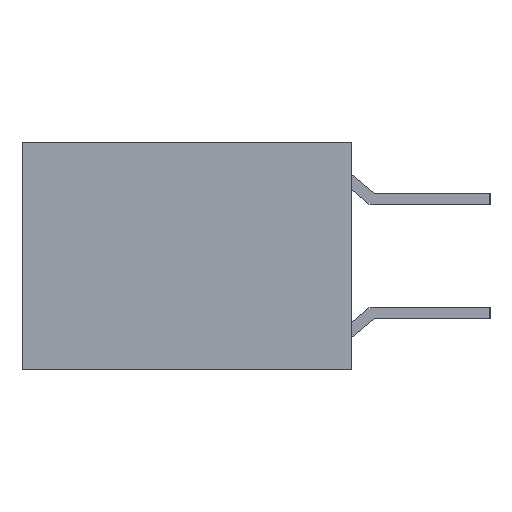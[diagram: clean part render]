
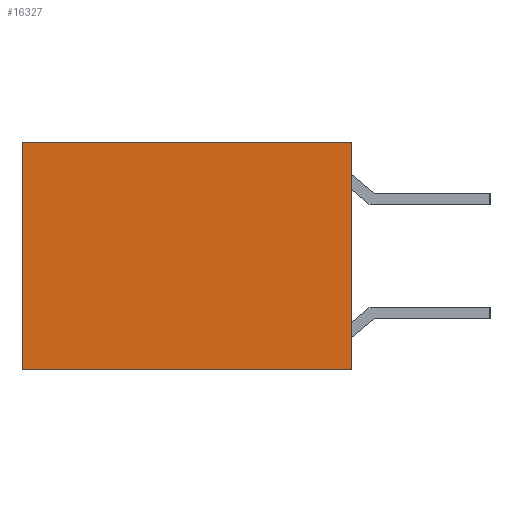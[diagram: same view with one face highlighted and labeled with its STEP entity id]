
A CAD part, left-side view. The second image highlights one B-rep face of the part: STEP entity #16327.
In plain terms, the highlighted planar face has unit normal (-1, 0, 0).
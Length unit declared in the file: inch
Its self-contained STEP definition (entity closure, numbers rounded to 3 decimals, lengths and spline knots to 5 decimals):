
#3463=ORIENTED_EDGE('',*,*,#6490,.T.);
#3464=ORIENTED_EDGE('',*,*,#6491,.F.);
#3465=ORIENTED_EDGE('',*,*,#6348,.F.);
#3466=ORIENTED_EDGE('',*,*,#6488,.T.);
#6348=EDGE_CURVE('',#8136,#8137,#10196,.T.);
#6488=EDGE_CURVE('',#8136,#8276,#10336,.T.);
#6490=EDGE_CURVE('',#8276,#8277,#10338,.T.);
#6491=EDGE_CURVE('',#8137,#8277,#10339,.T.);
#8136=VERTEX_POINT('',#24616);
#8137=VERTEX_POINT('',#24618);
#8276=VERTEX_POINT('',#24897);
#8277=VERTEX_POINT('',#24902);
#10196=LINE('',#24617,#12532);
#10336=LINE('',#24898,#12672);
#10338=LINE('',#24901,#12674);
#10339=LINE('',#24903,#12675);
#12532=VECTOR('',#20108,39.37008);
#12672=VECTOR('',#20250,39.37008);
#12674=VECTOR('',#20254,39.37008);
#12675=VECTOR('',#20255,39.37008);
#13809=EDGE_LOOP('',(#3463,#3464,#3465,#3466));
#14705=FACE_BOUND('',#13809,.T.);
#15533=PLANE('',#17148);
#16327=ADVANCED_FACE('',(#14705),#15533,.F.);
#17148=AXIS2_PLACEMENT_3D('',#24900,#20252,#20253);
#20108=DIRECTION('',(0.,0.,1.));
#20250=DIRECTION('',(0.,-1.,0.));
#20252=DIRECTION('',(1.,0.,0.));
#20253=DIRECTION('',(0.,0.,-1.));
#20254=DIRECTION('',(0.,0.,1.));
#20255=DIRECTION('',(0.,-1.,0.));
#24616=CARTESIAN_POINT('',(-0.85,0.29,-0.1));
#24617=CARTESIAN_POINT('',(-0.85,0.29,-0.1));
#24618=CARTESIAN_POINT('',(-0.85,0.29,0.1));
#24897=CARTESIAN_POINT('',(-0.85,0.,-0.1));
#24898=CARTESIAN_POINT('',(-0.85,0.29,-0.1));
#24900=CARTESIAN_POINT('',(-0.85,0.29,-0.1));
#24901=CARTESIAN_POINT('',(-0.85,0.,-0.1));
#24902=CARTESIAN_POINT('',(-0.85,0.,0.1));
#24903=CARTESIAN_POINT('',(-0.85,0.29,0.1));
